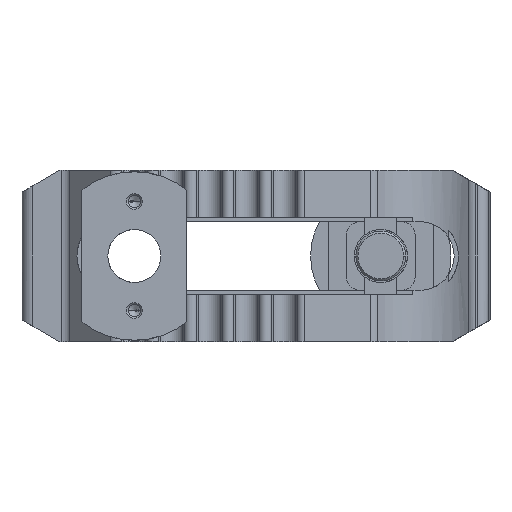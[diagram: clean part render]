
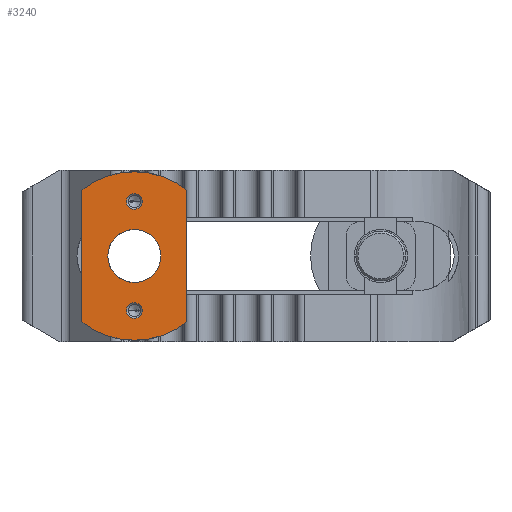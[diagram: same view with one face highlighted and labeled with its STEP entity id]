
A CAD part, front view. The second image highlights one B-rep face of the part: STEP entity #3240.
In plain terms, the highlighted planar face has unit normal (0, -1, 0).
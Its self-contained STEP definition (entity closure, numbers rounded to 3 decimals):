
#1812=VERTEX_POINT('',#5288);
#2182=VERTEX_POINT('',#5686);
#2334=EDGE_CURVE('',#4908,#3618,#5853,.T.);
#2544=VERTEX_POINT('',#6090);
#2766=EDGE_CURVE('',#4600,#3100,#6330,.T.);
#2836=EDGE_CURVE('',#2182,#3472,#6406,.T.);
#3100=VERTEX_POINT('',#6693);
#3240=ADVANCED_FACE('',(#6845,#6846,#6847,#6848),#6849,.T.);
#3392=EDGE_CURVE('',#1812,#5206,#7017,.T.);
#3472=VERTEX_POINT('',#7106);
#3618=VERTEX_POINT('',#7264);
#3872=EDGE_CURVE('',#1812,#4908,#7546,.T.);
#4162=VERTEX_POINT('',#7871);
#4334=EDGE_CURVE('',#4162,#2544,#8056,.T.);
#4582=EDGE_CURVE('',#3618,#5206,#8332,.T.);
#4600=VERTEX_POINT('',#8354);
#4860=EDGE_CURVE('',#2544,#4162,#8641,.T.);
#4908=VERTEX_POINT('',#8695);
#4998=EDGE_CURVE('',#3472,#2182,#8790,.T.);
#5200=EDGE_CURVE('',#3100,#4600,#9009,.T.);
#5206=VERTEX_POINT('',#9015);
#5288=CARTESIAN_POINT('',(-16.8,0.0,21.137));
#5686=CARTESIAN_POINT('',(8.5,0.0,0.));
#5853=LINE('',#10038,#10039);
#6090=CARTESIAN_POINT('',(2.5,0.,-17.5));
#6330=CIRCLE('',#10779,2.5);
#6406=CIRCLE('',#10902,8.5);
#6693=CARTESIAN_POINT('',(-2.5,0.,17.5));
#6845=FACE_BOUND('',#11619,.T.);
#6846=FACE_BOUND('',#11620,.T.);
#6847=FACE_BOUND('',#11621,.T.);
#6848=FACE_OUTER_BOUND('',#11622,.T.);
#6849=PLANE('',#11623);
#7017=LINE('',#11863,#11864);
#7106=CARTESIAN_POINT('',(-8.5,0.,0.));
#7264=CARTESIAN_POINT('',(16.8,0.0,-21.137));
#7546=CIRCLE('',#12638,27.0);
#7871=CARTESIAN_POINT('',(-2.5,0.0,-17.5));
#8056=CIRCLE('',#13367,2.5);
#8332=CIRCLE('',#13881,27.0);
#8354=CARTESIAN_POINT('',(2.5,0.0,17.5));
#8641=CIRCLE('',#14318,2.5);
#8695=CARTESIAN_POINT('',(16.8,0.0,21.137));
#8790=CIRCLE('',#14522,8.5);
#9009=CIRCLE('',#14894,2.5);
#9015=CARTESIAN_POINT('',(-16.8,0.0,-21.137));
#10038=CARTESIAN_POINT('',(16.8,0.0,28.0));
#10039=VECTOR('',#15579,1.0);
#10779=AXIS2_PLACEMENT_3D('',#16138,#16139,#16140);
#10902=AXIS2_PLACEMENT_3D('',#16215,#16216,#16217);
#11619=EDGE_LOOP('',(#16681,#16682));
#11620=EDGE_LOOP('',(#16683,#16684));
#11621=EDGE_LOOP('',(#16685,#16686));
#11622=EDGE_LOOP('',(#16687,#16688,#16689,#16690));
#11623=AXIS2_PLACEMENT_3D('',#16691,#16692,#16693);
#11863=CARTESIAN_POINT('',(-16.8,0.0,28.0));
#11864=VECTOR('',#16898,1.0);
#12638=AXIS2_PLACEMENT_3D('',#17487,#17488,#17489);
#13367=AXIS2_PLACEMENT_3D('',#18133,#18134,#18135);
#13881=AXIS2_PLACEMENT_3D('',#18516,#18517,#18518);
#14318=AXIS2_PLACEMENT_3D('',#18900,#18901,#18902);
#14522=AXIS2_PLACEMENT_3D('',#19060,#19061,#19062);
#14894=AXIS2_PLACEMENT_3D('',#19287,#19288,#19289);
#15579=DIRECTION('',(0.0,0.,-1.0));
#16138=CARTESIAN_POINT('',(0.0,0.0,17.5));
#16139=DIRECTION('',(0.,1.0,0.));
#16140=DIRECTION('',(1.0,0.,0.));
#16215=CARTESIAN_POINT('',(0.0,0.0,0.0));
#16216=DIRECTION('',(0.,1.0,0.));
#16217=DIRECTION('',(-1.0,0.,0.));
#16681=ORIENTED_EDGE('',*,*,#4334,.T.);
#16682=ORIENTED_EDGE('',*,*,#4860,.T.);
#16683=ORIENTED_EDGE('',*,*,#2766,.T.);
#16684=ORIENTED_EDGE('',*,*,#5200,.T.);
#16685=ORIENTED_EDGE('',*,*,#2836,.T.);
#16686=ORIENTED_EDGE('',*,*,#4998,.T.);
#16687=ORIENTED_EDGE('',*,*,#3872,.F.);
#16688=ORIENTED_EDGE('',*,*,#3392,.T.);
#16689=ORIENTED_EDGE('',*,*,#4582,.F.);
#16690=ORIENTED_EDGE('',*,*,#2334,.F.);
#16691=CARTESIAN_POINT('',(-16.8,0.0,28.0));
#16692=DIRECTION('',(0.,-1.0,0.));
#16693=DIRECTION('',(-1.0,0.,0.));
#16898=DIRECTION('',(0.0,0.,-1.0));
#17487=CARTESIAN_POINT('',(0.0,0.0,0.0));
#17488=DIRECTION('',(0.,1.0,0.));
#17489=DIRECTION('',(-1.0,0.,0.));
#18133=CARTESIAN_POINT('',(0.0,0.0,-17.5));
#18134=DIRECTION('',(0.,1.0,0.));
#18135=DIRECTION('',(-1.0,0.,0.));
#18516=CARTESIAN_POINT('',(0.0,0.0,0.0));
#18517=DIRECTION('',(0.,1.0,0.));
#18518=DIRECTION('',(-1.0,0.,0.));
#18900=CARTESIAN_POINT('',(0.0,0.0,-17.5));
#18901=DIRECTION('',(0.,1.0,0.));
#18902=DIRECTION('',(-1.0,0.,0.));
#19060=CARTESIAN_POINT('',(0.0,0.0,0.0));
#19061=DIRECTION('',(0.,1.0,0.));
#19062=DIRECTION('',(-1.0,0.,0.));
#19287=CARTESIAN_POINT('',(0.0,0.0,17.5));
#19288=DIRECTION('',(0.,1.0,0.));
#19289=DIRECTION('',(1.0,0.,0.));
